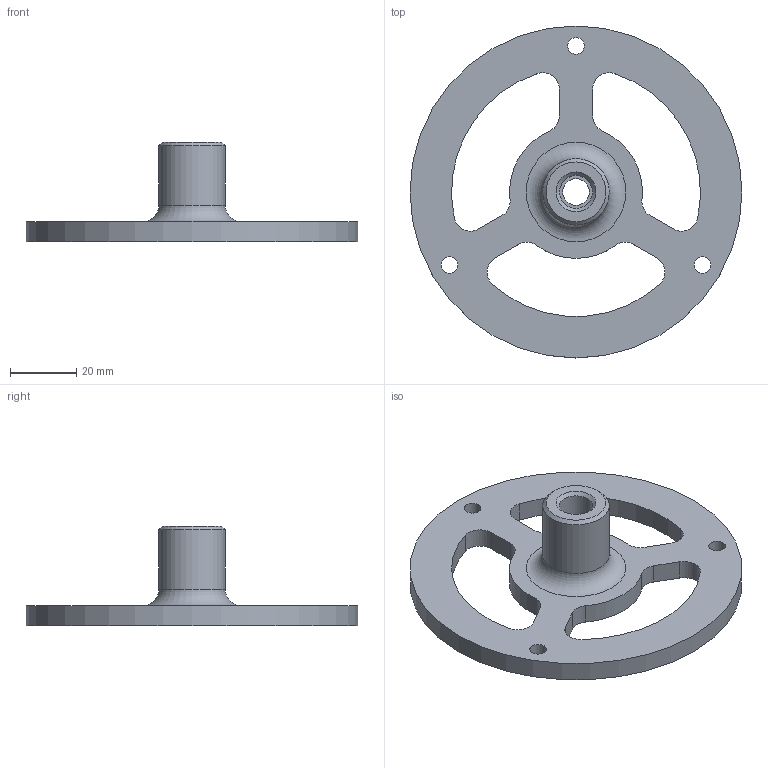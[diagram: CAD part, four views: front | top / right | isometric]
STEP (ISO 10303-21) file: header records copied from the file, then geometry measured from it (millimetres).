
FILE_DESCRIPTION( ( '' ), ' ' );
FILE_NAME( '5aa299d0b79e6b0fc5633904.step', '2018-03-09T14:27:30', ( '' ), ( '' ), ' ', ' ', ' ' );
FILE_SCHEMA( ( 'AUTOMOTIVE_DESIGN { 1 0 10303 214 1 1 1 1 }' ) );
Length unit declared in the file: metre
Products named in the file (1): Sensor Holder
Bounding box: 100 x 100 x 30 mm (x, y, z)
Volume: 37012.1 mm3; surface area: 17061.4 mm2
Topology: 1 solids, 1 shells, 38 faces, 99 edges, 65 vertices
Faces by surface type: cylinder 25, plane 10, cone 2, torus 1
Full cylindrical faces by diameter (mm): 5 x3, 8 x1, 10 x1, 20 x1, 100 x1
Entity records: 1490 total; most frequent: DIRECTION 220, CARTESIAN_POINT 193, ORIENTED_EDGE 178, AXIS2_PLACEMENT_3D 92, EDGE_CURVE 89, VERTEX_POINT 65, EDGE_LOOP 64, CIRCLE 53
